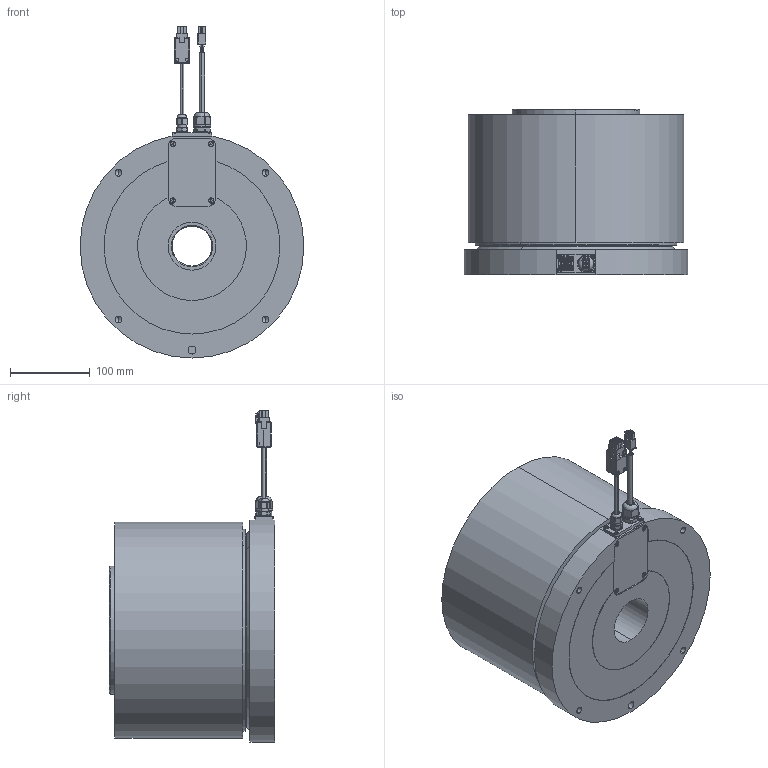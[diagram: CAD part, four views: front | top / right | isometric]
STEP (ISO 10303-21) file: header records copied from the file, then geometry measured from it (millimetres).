
FILE_DESCRIPTION (( 'STEP AP203' ), '1' );
FILE_NAME ('T2022200_A1_DMYAA-B0SN00-S0-1S1-0-0.STEP', '2020-02-19T10:01:19', ( '' ), ( '' ), 'SwSTEP 2.0', 'SolidWorks 2015', '' );
FILE_SCHEMA (( 'CONFIG_CONTROL_DESIGN' ));
Length unit declared in the file: millimetre
Products named in the file (1): T2022200_A1_DMYAA-B0SN00-S0-1S1-0-0
Bounding box: 280 x 207 x 415.45 mm (x, y, z)
Volume: 11069825.2 mm3; surface area: 382553.3 mm2
Topology: 1 solids, 1 shells, 1606 faces, 4276 edges, 2749 vertices
Faces by surface type: plane 917, cylinder 344, bspline 174, cone 126, torus 33, sphere 12
Entity records: 57531 total; most frequent: CARTESIAN_POINT 19345, ORIENTED_EDGE 8452, DIRECTION 7047, EDGE_CURVE 4226, VERTEX_POINT 2745, VECTOR 2669, LINE 2669, AXIS2_PLACEMENT_3D 2189
